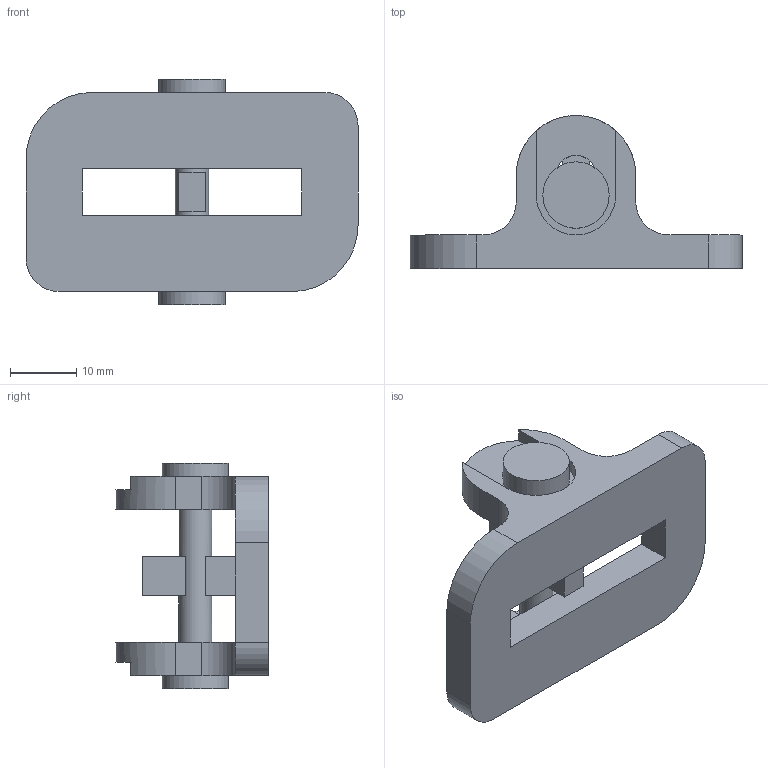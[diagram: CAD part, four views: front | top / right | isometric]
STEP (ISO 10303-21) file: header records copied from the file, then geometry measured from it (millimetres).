
FILE_DESCRIPTION(/* description */ (''),/* implementation_level */ '2;1');
FILE_NAME(/* name */ '15-3.stp',/* time_stamp */ '2021-09-25T11:06:15+09:00',/* author */ ('서울공업고등학교'),/* organization */ (''),/* preprocessor_version */ 'ST-DEVELOPER v18.1',/* originating_system */ 'Autodesk Inventor 2022',/* authorisation */ '');
FILE_SCHEMA (('AUTOMOTIVE_DESIGN { 1 0 10303 214 3 1 1 }'));
Length unit declared in the file: millimetre
Products named in the file (3): 15-3; 15-1; 15-2
Assembly tree (2 placements, depth 2):
  15-3
    15-1
    15-2
Bounding box: 50 x 23 x 34 mm (x, y, z)
Volume: 9389.5 mm3; surface area: 6230.6 mm2
Topology: 2 solids, 2 shells, 59 faces, 153 edges, 102 vertices
Faces by surface type: plane 40, cylinder 19
Full cylindrical faces by diameter (mm): 5 x1, 10 x2
Entity records: 1930 total; most frequent: DIRECTION 327, CARTESIAN_POINT 319, ORIENTED_EDGE 306, EDGE_CURVE 153, AXIS2_PLACEMENT_3D 110, LINE 107, VECTOR 107, VERTEX_POINT 102
